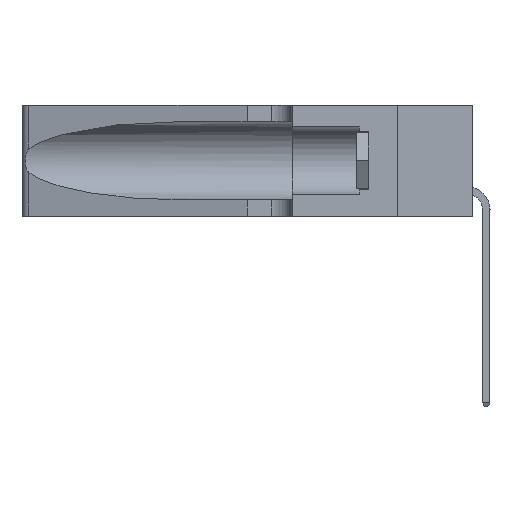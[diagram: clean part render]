
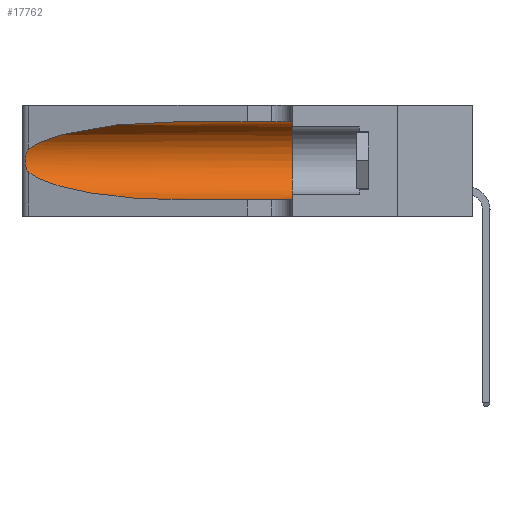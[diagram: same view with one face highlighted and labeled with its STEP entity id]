
A CAD part, left-side view. The second image highlights one B-rep face of the part: STEP entity #17762.
In plain terms, the highlighted cylindrical face has radius 3.308 mm (diameter 6.617 mm), a partial arc.
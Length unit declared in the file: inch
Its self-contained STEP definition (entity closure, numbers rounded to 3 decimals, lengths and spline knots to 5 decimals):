
#1695 = VERTEX_POINT ( 'NONE', #26452 ) ;
#2294 = ORIENTED_EDGE ( 'NONE', *, *, #20815, .F. ) ;
#2944 = CARTESIAN_POINT ( 'NONE',  ( 0.1305, 1.61858, 0.185 ) ) ;
#3403 = LINE ( 'NONE', #30938, #33254 ) ;
#4172 = CARTESIAN_POINT ( 'NONE',  ( 0.1305, 0.72297, 0.05475 ) ) ;
#4623 = CARTESIAN_POINT ( 'NONE',  ( 0.25555, 1.22993, 0.14849 ) ) ;
#5657 = CARTESIAN_POINT ( 'NONE',  ( 0.25787, 1.23484, 0.2124 ) ) ;
#5795 = CARTESIAN_POINT ( 'NONE',  ( 0.25487, 1.22718, 0.22369 ) ) ;
#5948 = VERTEX_POINT ( 'NONE', #4172 ) ;
#6410 = CARTESIAN_POINT ( 'NONE',  ( 0.1305, 0.72297, 0.31525 ) ) ;
#7569 = VERTEX_POINT ( 'NONE', #18009 ) ;
#8371 = ORIENTED_EDGE ( 'NONE', *, *, #10538, .T. ) ;
#8667 = ORIENTED_EDGE ( 'NONE', *, *, #11878, .T. ) ;
#9086 = CARTESIAN_POINT ( 'NONE',  ( 0.26017, 1.23833, 0.17102 ) ) ;
#9419 = CARTESIAN_POINT ( 'NONE',  ( 0.1305, 0.35, 0.05475 ) ) ;
#10538 = EDGE_CURVE ( 'NONE', #7569, #29299, #11795, .T. ) ;
#10607 = CARTESIAN_POINT ( 'NONE',  ( 0.25854, 1.2359, 0.20912 ) ) ;
#10703 =( BOUNDED_CURVE ( )  B_SPLINE_CURVE ( 3, ( #31210, #14813, #25163, #33014 ),
 .UNSPECIFIED., .F., .F. ) 
 B_SPLINE_CURVE_WITH_KNOTS ( ( 4, 4 ),
 ( 3.44316, 4.71239 ),
 .UNSPECIFIED. ) 
 CURVE ( )  GEOMETRIC_REPRESENTATION_ITEM ( )  RATIONAL_B_SPLINE_CURVE ( ( 1., 0.87, 0.87, 1. ) ) 
 REPRESENTATION_ITEM ( '' )  );
#11299 = ORIENTED_EDGE ( 'NONE', *, *, #23140, .T. ) ;
#11795 =( BOUNDED_CURVE ( )  B_SPLINE_CURVE ( 3, ( #6410, #14042, #25096, #30354 ),
 .UNSPECIFIED., .F., .F. ) 
 B_SPLINE_CURVE_WITH_KNOTS ( ( 4, 4 ),
 ( 1.5708, 2.84003 ),
 .UNSPECIFIED. ) 
 CURVE ( )  GEOMETRIC_REPRESENTATION_ITEM ( )  RATIONAL_B_SPLINE_CURVE ( ( 1., 0.87, 0.87, 1. ) ) 
 REPRESENTATION_ITEM ( '' )  );
#11878 = EDGE_CURVE ( 'NONE', #1695, #5948, #10703, .T. ) ;
#13281 = CIRCLE ( 'NONE', #27564, 0.13025 ) ;
#13776 = CARTESIAN_POINT ( 'NONE',  ( 0.26075, 1.23896, 0.19203 ) ) ;
#14042 = CARTESIAN_POINT ( 'NONE',  ( 0.18966, 0.96281, 0.31525 ) ) ;
#14813 = CARTESIAN_POINT ( 'NONE',  ( 0.2373, 1.15595, 0.08982 ) ) ;
#15806 = DIRECTION ( 'NONE',  ( 0., 0., -1. ) ) ;
#16095 = EDGE_CURVE ( 'NONE', #29299, #1695, #25989, .T. ) ;
#16169 = DIRECTION ( 'NONE',  ( 0., -1., 0. ) ) ;
#17591 = CARTESIAN_POINT ( 'NONE',  ( 0.25639, 1.23186, 0.15144 ) ) ;
#17616 = DIRECTION ( 'NONE',  ( 0., 0., 1. ) ) ;
#17762 = ADVANCED_FACE ( 'NONE', ( #33819 ), #31376, .F. ) ;
#18009 = CARTESIAN_POINT ( 'NONE',  ( 0.1305, 0.72297, 0.31525 ) ) ;
#19633 = AXIS2_PLACEMENT_3D ( 'NONE', #2944, #31420, #15806 ) ;
#20155 = CARTESIAN_POINT ( 'NONE',  ( 0.25789, 1.23486, 0.15765 ) ) ;
#20815 = EDGE_CURVE ( 'NONE', #32589, #27520, #13281, .T. ) ;
#20910 = EDGE_CURVE ( 'NONE', #7569, #32589, #3403, .T. ) ;
#21182 = ORIENTED_EDGE ( 'NONE', *, *, #20910, .F. ) ;
#21423 = CARTESIAN_POINT ( 'NONE',  ( 0.25856, 1.23593, 0.16098 ) ) ;
#21462 = CARTESIAN_POINT ( 'NONE',  ( 0.26075, 1.23896, 0.178 ) ) ;
#22112 = CARTESIAN_POINT ( 'NONE',  ( 0.25487, 1.22718, 0.22369 ) ) ;
#23101 = CARTESIAN_POINT ( 'NONE',  ( 0.1305, 0.35, 0.185 ) ) ;
#23140 = EDGE_CURVE ( 'NONE', #5948, #27520, #29023, .T. ) ;
#24728 = CARTESIAN_POINT ( 'NONE',  ( 0.25555, 1.22994, 0.2215 ) ) ;
#24798 = CARTESIAN_POINT ( 'NONE',  ( 0.1305, 0.35, 0.31525 ) ) ;
#25096 = CARTESIAN_POINT ( 'NONE',  ( 0.2373, 1.15595, 0.28018 ) ) ;
#25163 = CARTESIAN_POINT ( 'NONE',  ( 0.18966, 0.96281, 0.05475 ) ) ;
#25989 = B_SPLINE_CURVE_WITH_KNOTS ( 'NONE', 3,
 ( #22112, #24728, #30334, #5657, #10607, #31443, #13776, #21462, #9086, #21423, #20155, #17591, #4623, #33402 ),
 .UNSPECIFIED., .F., .F.,
 ( 4, 2, 2, 2, 2, 2, 4 ),
 ( 0., 0.00027, 0.00053, 0.00107, 0.0016, 0.00187, 0.00214 ),
 .UNSPECIFIED. ) ;
#26452 = CARTESIAN_POINT ( 'NONE',  ( 0.25487, 1.22718, 0.14631 ) ) ;
#26990 = VECTOR ( 'NONE', #16169, 39.37008 ) ;
#27520 = VERTEX_POINT ( 'NONE', #9419 ) ;
#27564 = AXIS2_PLACEMENT_3D ( 'NONE', #23101, #31041, #17616 ) ;
#28990 = CARTESIAN_POINT ( 'NONE',  ( 0.1305, 1.61858, 0.05475 ) ) ;
#29023 = LINE ( 'NONE', #28990, #26990 ) ;
#29299 = VERTEX_POINT ( 'NONE', #5795 ) ;
#30334 = CARTESIAN_POINT ( 'NONE',  ( 0.25639, 1.23184, 0.21858 ) ) ;
#30354 = CARTESIAN_POINT ( 'NONE',  ( 0.25487, 1.22718, 0.22369 ) ) ;
#30938 = CARTESIAN_POINT ( 'NONE',  ( 0.1305, 1.61858, 0.31525 ) ) ;
#31041 = DIRECTION ( 'NONE',  ( 0., 1., 0. ) ) ;
#31096 = EDGE_LOOP ( 'NONE', ( #8371, #33178, #8667, #11299, #2294, #21182 ) ) ;
#31210 = CARTESIAN_POINT ( 'NONE',  ( 0.25487, 1.22718, 0.14631 ) ) ;
#31254 = DIRECTION ( 'NONE',  ( 0., -1., 0. ) ) ;
#31376 = CYLINDRICAL_SURFACE ( 'NONE', #19633, 0.13025 ) ;
#31420 = DIRECTION ( 'NONE',  ( 0., -1., 0. ) ) ;
#31443 = CARTESIAN_POINT ( 'NONE',  ( 0.26018, 1.23835, 0.19895 ) ) ;
#32589 = VERTEX_POINT ( 'NONE', #24798 ) ;
#33014 = CARTESIAN_POINT ( 'NONE',  ( 0.1305, 0.72297, 0.05475 ) ) ;
#33178 = ORIENTED_EDGE ( 'NONE', *, *, #16095, .T. ) ;
#33254 = VECTOR ( 'NONE', #31254, 39.37008 ) ;
#33402 = CARTESIAN_POINT ( 'NONE',  ( 0.25487, 1.22718, 0.14631 ) ) ;
#33819 = FACE_OUTER_BOUND ( 'NONE', #31096, .T. ) ;
